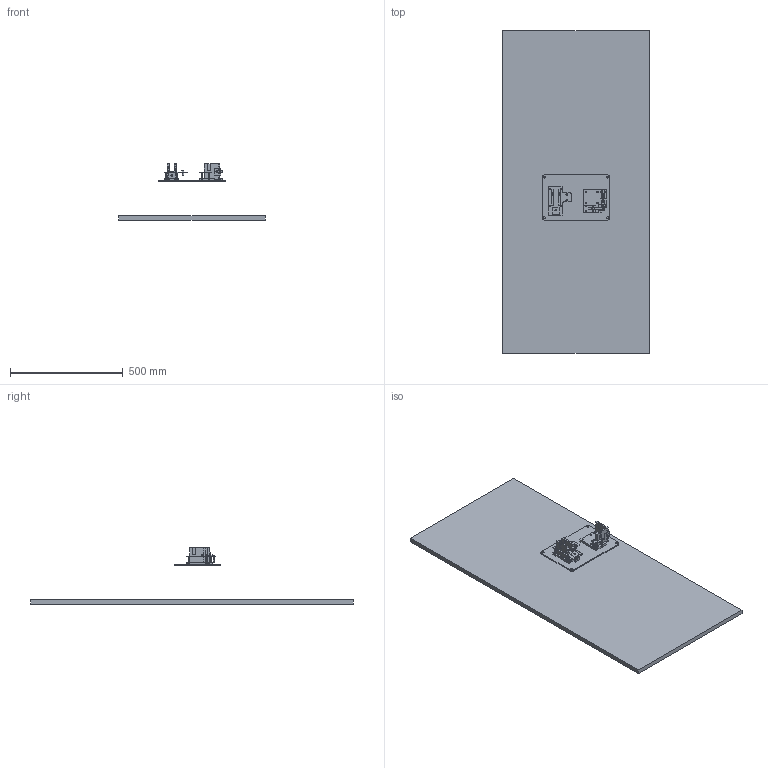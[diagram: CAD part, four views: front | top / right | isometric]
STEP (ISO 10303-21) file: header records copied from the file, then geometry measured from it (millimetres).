
FILE_DESCRIPTION(/* description */ (''),/* implementation_level */ '2;1');
FILE_NAME(/* name */ 'Prozesszelle_Bgrp.stp',/* time_stamp */ '2024-10-08T16:20:14+02:00',/* author */ (''),/* organization */ (''),/* preprocessor_version */ 'ST-DEVELOPER v18.102',/* originating_system */ 'SIEMENS PLM Software NX2206.4020',/* authorisation */ '');
FILE_SCHEMA (('AUTOMOTIVE_DESIGN { 1 0 10303 214 3 1 1 1 }'));
Length unit declared in the file: millimetre
Products named in the file (17): MontageWinkel_GN 970-ALM-30-30-30-B_stp; Anw_Stift_Prt; Anw_Platte_2_Prt; Anw_Platte_1_Prt; Plattenhalteblech_Prt; Lagergrundplatte_Prt; Führungsblech_1_Prt; Abstandhalter_GN6220-NI-M3-25-A_stp; Auflageblock_Prt; Plattenauflage_vorne_Bgrp; Grundplatte_Prt; Workspace_Prt; Plattenlager_Bgrp; Anw_Palette_Bgrp; Montagevorrichtung_Bgrp; Grundaufbau_Bgrp; Prozesszelle_Bgrp
Assembly tree (29 placements, depth 5):
  Prozesszelle_Bgrp
    Workspace_Prt
    Grundaufbau_Bgrp
      Grundplatte_Prt
      Montagevorrichtung_Bgrp
        Plattenauflage_vorne_Bgrp
        Anw_Palette_Bgrp
          Anw_Platte_2_Prt
          Anw_Platte_1_Prt
          Anw_Stift_Prt  x2
          MontageWinkel_GN 970-ALM-30-30-30-B_stp
        Auflageblock_Prt
        Abstandhalter_GN6220-NI-M3-25-A_stp  x4
        Führungsblech_1_Prt
      Plattenlager_Bgrp
        Lagergrundplatte_Prt
        Plattenhalteblech_Prt
        Abstandhalter_GN6220-NI-M3-25-A_stp  x4
        Anw_Platte_1_Prt
        Anw_Platte_2_Prt
        Anw_Stift_Prt  x2
        MontageWinkel_GN 970-ALM-30-30-30-B_stp
Bounding box: 650 x 1430 x 250 mm (x, y, z)
Volume: 19196139 mm3; surface area: 2195122.4 mm2
Topology: 24 solids, 24 shells, 660 faces, 1632 edges, 1048 vertices
Faces by surface type: plane 349, cone 156, cylinder 155
Full cylindrical faces by diameter (mm): 2.459 x16, 3.2 x36, 6 x4, 6.1 x4, 6.2 x6, 6.5 x28, 8.4 x4
Entity records: 11521 total; most frequent: CARTESIAN_POINT 1806, DIRECTION 1751, ORIENTED_EDGE 1542, EDGE_CURVE 771, AXIS2_PLACEMENT_3D 637, VERTEX_POINT 564, EDGE_LOOP 557, LINE 477
